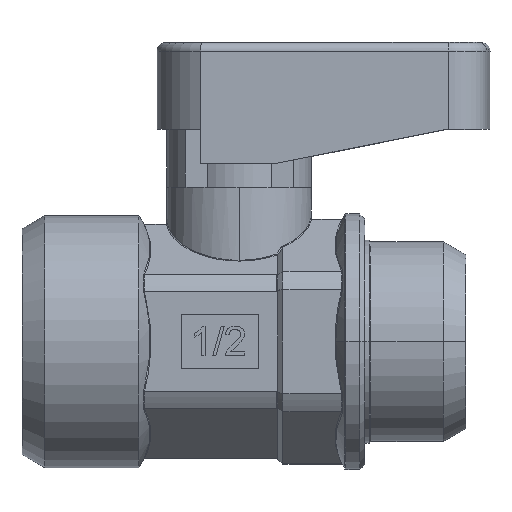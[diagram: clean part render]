
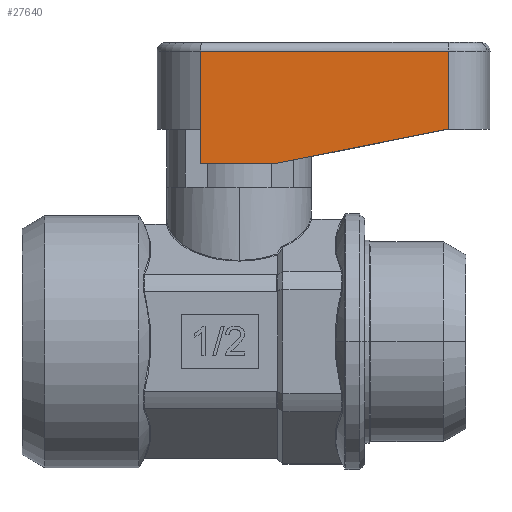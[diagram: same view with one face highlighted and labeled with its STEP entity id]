
A CAD part, top view. The second image highlights one B-rep face of the part: STEP entity #27640.
In plain terms, the highlighted planar face has unit normal (0, 0, 1).
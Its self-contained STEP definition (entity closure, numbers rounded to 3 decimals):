
#409 = VERTEX_POINT ( 'NONE', #10877 ) ;
#411 = VERTEX_POINT ( 'NONE', #10875 ) ;
#413 = VERTEX_POINT ( 'NONE', #10874 ) ;
#417 = VERTEX_POINT ( 'NONE', #10871 ) ;
#423 = VERTEX_POINT ( 'NONE', #10862 ) ;
#429 = VERTEX_POINT ( 'NONE', #10856 ) ;
#444 = VERTEX_POINT ( 'NONE', #10841 ) ;
#1404 = LINE ( 'NONE', #17779, #1408 ) ;
#1408 = VECTOR ( 'NONE', #17780, 1000. ) ;
#1414 = LINE ( 'NONE', #17783, #1421 ) ;
#1421 = VECTOR ( 'NONE', #17795, 1000. ) ;
#1432 = LINE ( 'NONE', #17810, #1434 ) ;
#1433 = LINE ( 'NONE', #17815, #1436 ) ;
#1434 = VECTOR ( 'NONE', #17806, 1000. ) ;
#1435 = LINE ( 'NONE', #17817, #1438 ) ;
#1436 = VECTOR ( 'NONE', #17816, 1000. ) ;
#1438 = VECTOR ( 'NONE', #17819, 1000. ) ;
#3566 = LINE ( 'NONE', #15352, #3569 ) ;
#3569 = VECTOR ( 'NONE', #15353, 1000. ) ;
#3599 = LINE ( 'NONE', #15393, #3600 ) ;
#3600 = VECTOR ( 'NONE', #15394, 1000. ) ;
#4699 = AXIS2_PLACEMENT_3D ( 'NONE', #9039, #9043, #9044 ) ;
#7471 = EDGE_LOOP ( 'NONE', ( #16603, #16604, #16605, #16606, #16607, #16608, #16609 ) ) ;
#9039 = CARTESIAN_POINT ( 'NONE',  ( -4., 18.5, 7.5 ) ) ;
#9041 = PLANE ( 'NONE',  #4699 ) ;
#9043 = DIRECTION ( 'NONE',  ( 0., 0., 1. ) ) ;
#9044 = DIRECTION ( 'NONE',  ( 1., 0., 0. ) ) ;
#10841 = CARTESIAN_POINT ( 'NONE',  ( -4., 30.1, 7.5 ) ) ;
#10856 = CARTESIAN_POINT ( 'NONE',  ( 21.72, 30.1, 7.5 ) ) ;
#10862 = CARTESIAN_POINT ( 'NONE',  ( 21.72, 22., 7.5 ) ) ;
#10871 = CARTESIAN_POINT ( 'NONE',  ( 4., 18.5, 7.5 ) ) ;
#10874 = CARTESIAN_POINT ( 'NONE',  ( -4., 22., 7.5 ) ) ;
#10875 = CARTESIAN_POINT ( 'NONE',  ( 21.5, 22., 7.5 ) ) ;
#10877 = CARTESIAN_POINT ( 'NONE',  ( -4., 18.5, 7.5 ) ) ;
#15352 = CARTESIAN_POINT ( 'NONE',  ( -4., 18.5, 7.5 ) ) ;
#15353 = DIRECTION ( 'NONE',  ( 1., 0., 0. ) ) ;
#15393 = CARTESIAN_POINT ( 'NONE',  ( 26., 22., 7.5 ) ) ;
#15394 = DIRECTION ( 'NONE',  ( 1., 0., 0. ) ) ;
#16603 = ORIENTED_EDGE ( 'NONE', *, *, #19641, .T. ) ;
#16604 = ORIENTED_EDGE ( 'NONE', *, *, #19642, .T. ) ;
#16605 = ORIENTED_EDGE ( 'NONE', *, *, #19643, .F. ) ;
#16606 = ORIENTED_EDGE ( 'NONE', *, *, #19633, .F. ) ;
#16607 = ORIENTED_EDGE ( 'NONE', *, *, #22502, .T. ) ;
#16608 = ORIENTED_EDGE ( 'NONE', *, *, #19626, .T. ) ;
#16609 = ORIENTED_EDGE ( 'NONE', *, *, #22522, .T. ) ;
#17779 = CARTESIAN_POINT ( 'NONE',  ( 21.5, 22., 7.5 ) ) ;
#17780 = DIRECTION ( 'NONE',  ( 0.981, 0.196, 0. ) ) ;
#17783 = CARTESIAN_POINT ( 'NONE',  ( -4., 18.5, 7.5 ) ) ;
#17795 = DIRECTION ( 'NONE',  ( 0., 1., 0. ) ) ;
#17806 = DIRECTION ( 'NONE',  ( 0., 1., 0. ) ) ;
#17810 = CARTESIAN_POINT ( 'NONE',  ( 21.72, 18.5, 7.5 ) ) ;
#17815 = CARTESIAN_POINT ( 'NONE',  ( -4., 30.1, 7.5 ) ) ;
#17816 = DIRECTION ( 'NONE',  ( -1., 0., 0. ) ) ;
#17817 = CARTESIAN_POINT ( 'NONE',  ( -4., 18.5, 7.5 ) ) ;
#17819 = DIRECTION ( 'NONE',  ( 0., 1., 0. ) ) ;
#19626 = EDGE_CURVE ( 'NONE', #417, #411, #1404, .T. ) ;
#19633 = EDGE_CURVE ( 'NONE', #409, #413, #1414, .T. ) ;
#19641 = EDGE_CURVE ( 'NONE', #423, #429, #1432, .T. ) ;
#19642 = EDGE_CURVE ( 'NONE', #429, #444, #1433, .T. ) ;
#19643 = EDGE_CURVE ( 'NONE', #413, #444, #1435, .T. ) ;
#22502 = EDGE_CURVE ( 'NONE', #409, #417, #3566, .T. ) ;
#22522 = EDGE_CURVE ( 'NONE', #411, #423, #3599, .T. ) ;
#25199 = FACE_OUTER_BOUND ( 'NONE', #7471, .T. ) ;
#27640 = ADVANCED_FACE ( 'NONE', ( #25199 ), #9041, .T. ) ;
